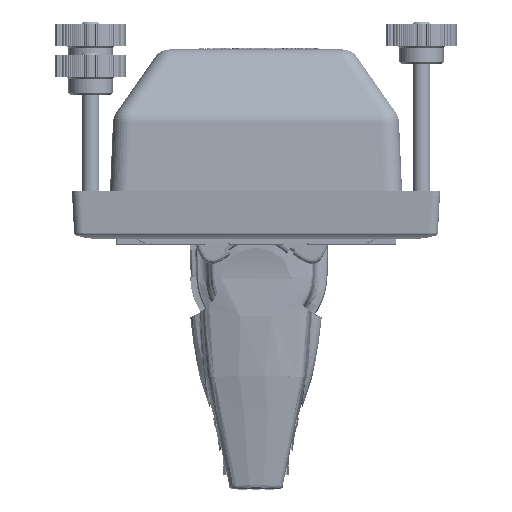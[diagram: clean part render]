
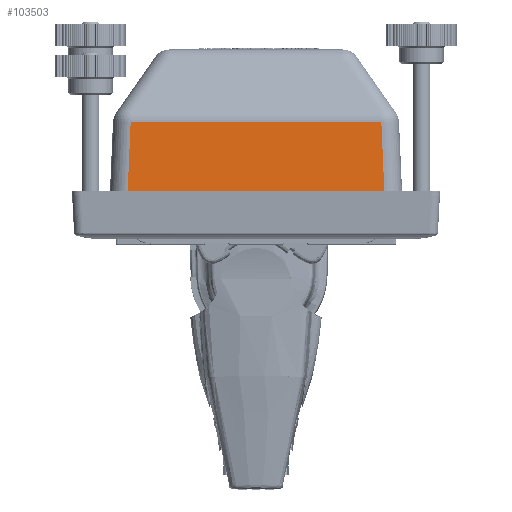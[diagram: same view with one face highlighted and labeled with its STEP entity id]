
A CAD part, front view. The second image highlights one B-rep face of the part: STEP entity #103503.
In plain terms, the highlighted planar face has unit normal (0, -0.999, 0.044).
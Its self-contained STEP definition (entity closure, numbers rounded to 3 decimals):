
#1167=PLANE('',#110251);
#4919=FACE_OUTER_BOUND('',#10638,.T.);
#10638=EDGE_LOOP('',(#68514,#68515,#68516,#68517));
#21174=LINE('',#149823,#28617);
#21175=LINE('',#149826,#28618);
#21176=LINE('',#149828,#28619);
#21206=LINE('',#149901,#28649);
#28617=VECTOR('',#122187,57.989);
#28618=VECTOR('',#122192,16.135);
#28619=VECTOR('',#122195,56.583);
#28649=VECTOR('',#122277,16.135);
#40638=VERTEX_POINT('',#149653);
#40657=VERTEX_POINT('',#149707);
#40694=VERTEX_POINT('',#149820);
#40695=VERTEX_POINT('',#149822);
#51284=EDGE_CURVE('',#40695,#40694,#21174,.T.);
#51286=EDGE_CURVE('',#40695,#40638,#21175,.T.);
#51287=EDGE_CURVE('',#40638,#40657,#21176,.T.);
#51324=EDGE_CURVE('',#40657,#40694,#21206,.T.);
#68514=ORIENTED_EDGE('',*,*,#51324,.F.);
#68515=ORIENTED_EDGE('',*,*,#51287,.F.);
#68516=ORIENTED_EDGE('',*,*,#51286,.F.);
#68517=ORIENTED_EDGE('',*,*,#51284,.T.);
#103503=ADVANCED_FACE('',(#4919),#1167,.T.);
#110251=AXIS2_PLACEMENT_3D('',#150133,#122402,#122403);
#122187=DIRECTION('',(1.,0.,0.));
#122192=DIRECTION('',(0.044,0.044,0.998));
#122195=DIRECTION('',(1.,0.,0.));
#122277=DIRECTION('',(0.044,-0.044,-0.998));
#122402=DIRECTION('center_axis',(0.,-0.999,
0.044));
#122403=DIRECTION('ref_axis',(0.,-0.044,-0.999));
#149653=CARTESIAN_POINT('',(-28.292,-99.288,26.404));
#149707=CARTESIAN_POINT('',(28.292,-99.288,26.404));
#149820=CARTESIAN_POINT('',(28.995,-99.991,10.3));
#149822=CARTESIAN_POINT('',(-28.995,-99.991,10.3));
#149823=CARTESIAN_POINT('',(-28.995,-99.991,10.3));
#149826=CARTESIAN_POINT('',(-28.995,-99.991,10.3));
#149828=CARTESIAN_POINT('',(-28.292,-99.288,26.404));
#149901=CARTESIAN_POINT('',(28.292,-99.288,26.404));
#150133=CARTESIAN_POINT('Origin',(-29.1,-100.1,7.8));
